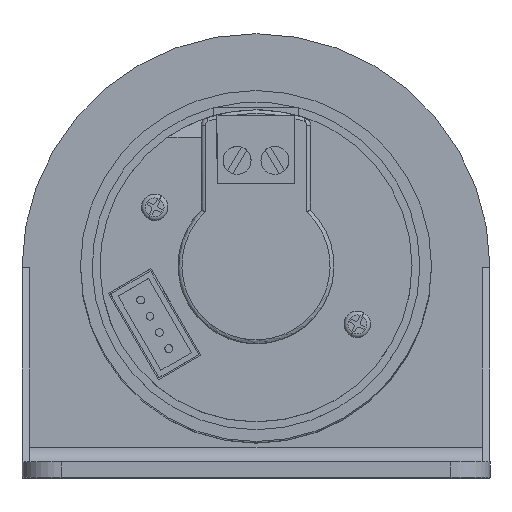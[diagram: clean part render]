
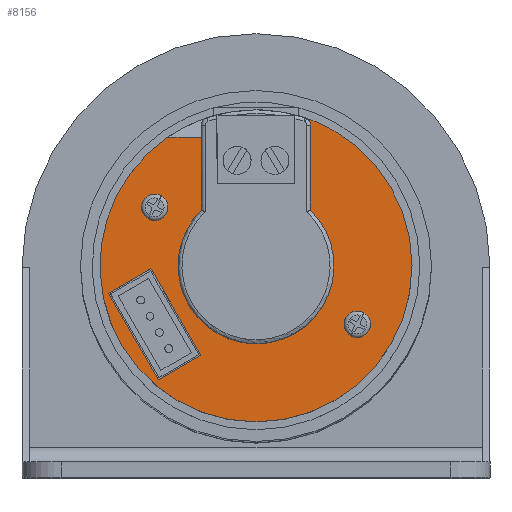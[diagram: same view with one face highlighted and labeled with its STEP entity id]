
A CAD part, top view. The second image highlights one B-rep face of the part: STEP entity #8156.
In plain terms, the highlighted planar face has unit normal (0, 0, 1).
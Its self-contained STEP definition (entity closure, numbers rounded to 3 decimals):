
#156 = PLANE ( 'NONE',  #5702 ) ;
#217 = LINE ( 'NONE', #8542, #3206 ) ;
#228 = DIRECTION ( 'NONE',  ( 0.866, -0.5, 0. ) ) ;
#275 = VECTOR ( 'NONE', #618, 1000. ) ;
#338 = AXIS2_PLACEMENT_3D ( 'NONE', #11546, #5731, #8696 ) ;
#378 = CARTESIAN_POINT ( 'NONE',  ( -32.232, 14.987, 135. ) ) ;
#533 = VERTEX_POINT ( 'NONE', #3388 ) ;
#618 = DIRECTION ( 'NONE',  ( -0.866, 0.5, 0. ) ) ;
#683 = CARTESIAN_POINT ( 'NONE',  ( -33.932, -0.013, 135. ) ) ;
#888 = CARTESIAN_POINT ( 'NONE',  ( -32.232, 14.987, 135. ) ) ;
#951 = CARTESIAN_POINT ( 'NONE',  ( -23.594, 33.025, 135. ) ) ;
#967 = ORIENTED_EDGE ( 'NONE', *, *, #2078, .F. ) ;
#1122 = CARTESIAN_POINT ( 'NONE',  ( -29.547, 24.62, 135. ) ) ;
#1477 = ORIENTED_EDGE ( 'NONE', *, *, #10806, .F. ) ;
#1481 = ORIENTED_EDGE ( 'NONE', *, *, #5616, .F. ) ;
#1707 = VERTEX_POINT ( 'NONE', #1910 ) ;
#1884 = AXIS2_PLACEMENT_3D ( 'NONE', #378, #11442, #3161 ) ;
#1910 = CARTESIAN_POINT ( 'NONE',  ( -13.119, 17.939, 135. ) ) ;
#1984 = EDGE_CURVE ( 'NONE', #8489, #8777, #2029, .T. ) ;
#2029 = CIRCLE ( 'NONE', #7468, 20. ) ;
#2078 = EDGE_CURVE ( 'NONE', #10221, #8139, #217, .T. ) ;
#2126 = CARTESIAN_POINT ( 'NONE',  ( -32.232, 29.987, 135. ) ) ;
#2129 = EDGE_CURVE ( 'NONE', #5157, #5242, #8864, .T. ) ;
#2415 = DIRECTION ( 'NONE',  ( -1., 0., 0. ) ) ;
#2445 = VERTEX_POINT ( 'NONE', #1122 ) ;
#2476 = CIRCLE ( 'NONE', #5015, 1.7 ) ;
#2519 = CARTESIAN_POINT ( 'NONE',  ( -12.232, 14.987, 135. ) ) ;
#2542 = CARTESIAN_POINT ( 'NONE',  ( -30.532, 29.987, 135. ) ) ;
#2707 = EDGE_LOOP ( 'NONE', ( #9035, #3330, #8120, #6468 ) ) ;
#2725 = EDGE_CURVE ( 'NONE', #10221, #3888, #3681, .T. ) ;
#2788 = CARTESIAN_POINT ( 'NONE',  ( -42.232, 14.987, 135. ) ) ;
#2910 = CARTESIAN_POINT ( 'NONE',  ( -45.694, 15.369, 135. ) ) ;
#3161 = DIRECTION ( 'NONE',  ( 1., 0., 0. ) ) ;
#3206 = VECTOR ( 'NONE', #7857, 1000. ) ;
#3262 = EDGE_CURVE ( 'NONE', #7864, #1707, #6839, .T. ) ;
#3330 = ORIENTED_EDGE ( 'NONE', *, *, #5696, .F. ) ;
#3366 = EDGE_LOOP ( 'NONE', ( #1477, #5205 ) ) ;
#3388 = CARTESIAN_POINT ( 'NONE',  ( -30.532, -0.013, 135. ) ) ;
#3389 = CARTESIAN_POINT ( 'NONE',  ( -39.294, 26.454, 135. ) ) ;
#3424 = CARTESIAN_POINT ( 'NONE',  ( -22.547, 12.495, 135. ) ) ;
#3478 = EDGE_CURVE ( 'NONE', #2445, #6695, #6160, .T. ) ;
#3681 = CIRCLE ( 'NONE', #338, 20. ) ;
#3718 = CARTESIAN_POINT ( 'NONE',  ( -21.443, 29.299, 135. ) ) ;
#3796 = DIRECTION ( 'NONE',  ( 0., 0., 1. ) ) ;
#3834 = DIRECTION ( 'NONE',  ( 0., 0., 1. ) ) ;
#3888 = VERTEX_POINT ( 'NONE', #5918 ) ;
#3902 = VERTEX_POINT ( 'NONE', #2910 ) ;
#4248 = CARTESIAN_POINT ( 'NONE',  ( -32.232, 14.987, 135. ) ) ;
#4276 = CARTESIAN_POINT ( 'NONE',  ( -22.547, 12.495, 135. ) ) ;
#4354 = DIRECTION ( 'NONE',  ( 1., 0., 0. ) ) ;
#4448 = AXIS2_PLACEMENT_3D ( 'NONE', #4529, #11909, #6172 ) ;
#4529 = CARTESIAN_POINT ( 'NONE',  ( -32.232, 14.987, 135. ) ) ;
#4665 = ORIENTED_EDGE ( 'NONE', *, *, #11266, .F. ) ;
#4688 = FACE_BOUND ( 'NONE', #10809, .T. ) ;
#4751 = LINE ( 'NONE', #6642, #12094 ) ;
#4858 = ORIENTED_EDGE ( 'NONE', *, *, #9484, .T. ) ;
#5015 = AXIS2_PLACEMENT_3D ( 'NONE', #5716, #3796, #6657 ) ;
#5157 = VERTEX_POINT ( 'NONE', #2542 ) ;
#5185 = LINE ( 'NONE', #8002, #10062 ) ;
#5205 = ORIENTED_EDGE ( 'NONE', *, *, #2129, .F. ) ;
#5240 = CARTESIAN_POINT ( 'NONE',  ( -44.75, 29.604, 135. ) ) ;
#5242 = VERTEX_POINT ( 'NONE', #8406 ) ;
#5398 = VERTEX_POINT ( 'NONE', #5240 ) ;
#5435 = CARTESIAN_POINT ( 'NONE',  ( -51.15, 18.519, 135. ) ) ;
#5515 = FACE_BOUND ( 'NONE', #2707, .T. ) ;
#5580 = FACE_OUTER_BOUND ( 'NONE', #11063, .T. ) ;
#5616 = EDGE_CURVE ( 'NONE', #7251, #533, #2476, .T. ) ;
#5623 = CARTESIAN_POINT ( 'NONE',  ( -29.547, 24.62, 135. ) ) ;
#5657 = LINE ( 'NONE', #6775, #9135 ) ;
#5696 = EDGE_CURVE ( 'NONE', #11453, #3902, #5657, .T. ) ;
#5702 = AXIS2_PLACEMENT_3D ( 'NONE', #888, #3834, #7545 ) ;
#5716 = CARTESIAN_POINT ( 'NONE',  ( -32.232, -0.013, 135. ) ) ;
#5731 = DIRECTION ( 'NONE',  ( 0., 0., 1. ) ) ;
#5918 = CARTESIAN_POINT ( 'NONE',  ( -52.232, 14.987, 135. ) ) ;
#5997 = EDGE_CURVE ( 'NONE', #3902, #10605, #4751, .T. ) ;
#6069 = LINE ( 'NONE', #3389, #275 ) ;
#6160 = CIRCLE ( 'NONE', #1884, 10. ) ;
#6163 = DIRECTION ( 'NONE',  ( -0.5, -0.866, 0. ) ) ;
#6172 = DIRECTION ( 'NONE',  ( 1., 0., 0. ) ) ;
#6190 = CARTESIAN_POINT ( 'NONE',  ( -32.232, -0.013, 135. ) ) ;
#6468 = ORIENTED_EDGE ( 'NONE', *, *, #11358, .F. ) ;
#6578 = DIRECTION ( 'NONE',  ( 1., 0., 0. ) ) ;
#6622 = CIRCLE ( 'NONE', #8789, 20. ) ;
#6642 = CARTESIAN_POINT ( 'NONE',  ( -39.294, 26.454, 135. ) ) ;
#6657 = DIRECTION ( 'NONE',  ( -1., 0., 0. ) ) ;
#6695 = VERTEX_POINT ( 'NONE', #2788 ) ;
#6775 = CARTESIAN_POINT ( 'NONE',  ( -45.694, 15.369, 135. ) ) ;
#6813 = AXIS2_PLACEMENT_3D ( 'NONE', #6190, #8153, #2415 ) ;
#6839 = LINE ( 'NONE', #4276, #9327 ) ;
#6918 = CIRCLE ( 'NONE', #10856, 1. ) ;
#7224 = LINE ( 'NONE', #5623, #11275 ) ;
#7251 = VERTEX_POINT ( 'NONE', #683 ) ;
#7365 = DIRECTION ( 'NONE',  ( 0., 0., 1. ) ) ;
#7468 = AXIS2_PLACEMENT_3D ( 'NONE', #8428, #7365, #6578 ) ;
#7545 = DIRECTION ( 'NONE',  ( 1., 0., 0. ) ) ;
#7857 = DIRECTION ( 'NONE',  ( 0.5, -0.866, 0. ) ) ;
#7864 = VERTEX_POINT ( 'NONE', #3424 ) ;
#8002 = CARTESIAN_POINT ( 'NONE',  ( -44.75, 29.604, 135. ) ) ;
#8120 = ORIENTED_EDGE ( 'NONE', *, *, #11148, .F. ) ;
#8139 = VERTEX_POINT ( 'NONE', #3718 ) ;
#8153 = DIRECTION ( 'NONE',  ( 0., 0., 1. ) ) ;
#8156 = ADVANCED_FACE ( 'NONE', ( #10280, #5580, #5515, #4688 ), #156, .T. ) ;
#8202 = CARTESIAN_POINT ( 'NONE',  ( -32.232, 29.987, 135. ) ) ;
#8237 = CIRCLE ( 'NONE', #4448, 10. ) ;
#8247 = DIRECTION ( 'NONE',  ( 1., 0., 0. ) ) ;
#8320 = ORIENTED_EDGE ( 'NONE', *, *, #2725, .T. ) ;
#8406 = CARTESIAN_POINT ( 'NONE',  ( -33.932, 29.987, 135. ) ) ;
#8425 = EDGE_CURVE ( 'NONE', #6695, #7864, #8237, .T. ) ;
#8428 = CARTESIAN_POINT ( 'NONE',  ( -32.232, 14.987, 135. ) ) ;
#8489 = VERTEX_POINT ( 'NONE', #2519 ) ;
#8542 = CARTESIAN_POINT ( 'NONE',  ( -33.31, 49.855, 135. ) ) ;
#8669 = DIRECTION ( 'NONE',  ( 0., 0., 1. ) ) ;
#8696 = DIRECTION ( 'NONE',  ( 1., 0., 0. ) ) ;
#8777 = VERTEX_POINT ( 'NONE', #10786 ) ;
#8789 = AXIS2_PLACEMENT_3D ( 'NONE', #4248, #11004, #10936 ) ;
#8864 = CIRCLE ( 'NONE', #10039, 1.7 ) ;
#8871 = AXIS2_PLACEMENT_3D ( 'NONE', #8202, #10805, #4354 ) ;
#9035 = ORIENTED_EDGE ( 'NONE', *, *, #5997, .F. ) ;
#9047 = ORIENTED_EDGE ( 'NONE', *, *, #1984, .T. ) ;
#9135 = VECTOR ( 'NONE', #228, 1000. ) ;
#9327 = VECTOR ( 'NONE', #11771, 1000. ) ;
#9484 = EDGE_CURVE ( 'NONE', #3888, #8489, #6622, .T. ) ;
#9541 = ORIENTED_EDGE ( 'NONE', *, *, #3478, .F. ) ;
#9658 = ORIENTED_EDGE ( 'NONE', *, *, #11426, .F. ) ;
#9894 = ORIENTED_EDGE ( 'NONE', *, *, #10499, .F. ) ;
#10039 = AXIS2_PLACEMENT_3D ( 'NONE', #2126, #8669, #11397 ) ;
#10062 = VECTOR ( 'NONE', #6163, 1000. ) ;
#10221 = VERTEX_POINT ( 'NONE', #951 ) ;
#10280 = FACE_BOUND ( 'NONE', #3366, .T. ) ;
#10405 = DIRECTION ( 'NONE',  ( 0.5, 0.866, 0. ) ) ;
#10499 = EDGE_CURVE ( 'NONE', #533, #7251, #11736, .T. ) ;
#10605 = VERTEX_POINT ( 'NONE', #12108 ) ;
#10785 = ORIENTED_EDGE ( 'NONE', *, *, #8425, .F. ) ;
#10786 = CARTESIAN_POINT ( 'NONE',  ( -12.64, 19.005, 135. ) ) ;
#10805 = DIRECTION ( 'NONE',  ( 0., 0., 1. ) ) ;
#10806 = EDGE_CURVE ( 'NONE', #5242, #5157, #11045, .T. ) ;
#10809 = EDGE_LOOP ( 'NONE', ( #1481, #9894 ) ) ;
#10856 = AXIS2_PLACEMENT_3D ( 'NONE', #12139, #11039, #8247 ) ;
#10936 = DIRECTION ( 'NONE',  ( 1., 0., 0. ) ) ;
#11004 = DIRECTION ( 'NONE',  ( 0., 0., 1. ) ) ;
#11039 = DIRECTION ( 'NONE',  ( 0., 0., 1. ) ) ;
#11045 = CIRCLE ( 'NONE', #8871, 1.7 ) ;
#11063 = EDGE_LOOP ( 'NONE', ( #967, #8320, #4858, #9047, #4665, #11894, #10785, #9541, #9658 ) ) ;
#11148 = EDGE_CURVE ( 'NONE', #5398, #11453, #5185, .T. ) ;
#11266 = EDGE_CURVE ( 'NONE', #1707, #8777, #6918, .T. ) ;
#11275 = VECTOR ( 'NONE', #11930, 1000. ) ;
#11358 = EDGE_CURVE ( 'NONE', #10605, #5398, #6069, .T. ) ;
#11397 = DIRECTION ( 'NONE',  ( 1., 0., 0. ) ) ;
#11426 = EDGE_CURVE ( 'NONE', #8139, #2445, #7224, .T. ) ;
#11442 = DIRECTION ( 'NONE',  ( 0., 0., 1. ) ) ;
#11453 = VERTEX_POINT ( 'NONE', #5435 ) ;
#11546 = CARTESIAN_POINT ( 'NONE',  ( -32.232, 14.987, 135. ) ) ;
#11736 = CIRCLE ( 'NONE', #6813, 1.7 ) ;
#11771 = DIRECTION ( 'NONE',  ( 0.866, 0.5, 0. ) ) ;
#11894 = ORIENTED_EDGE ( 'NONE', *, *, #3262, .F. ) ;
#11909 = DIRECTION ( 'NONE',  ( 0., 0., 1. ) ) ;
#11930 = DIRECTION ( 'NONE',  ( -0.866, -0.5, 0. ) ) ;
#12094 = VECTOR ( 'NONE', #10405, 1000. ) ;
#12108 = CARTESIAN_POINT ( 'NONE',  ( -39.294, 26.454, 135. ) ) ;
#12139 = CARTESIAN_POINT ( 'NONE',  ( -13.619, 18.805, 135. ) ) ;
